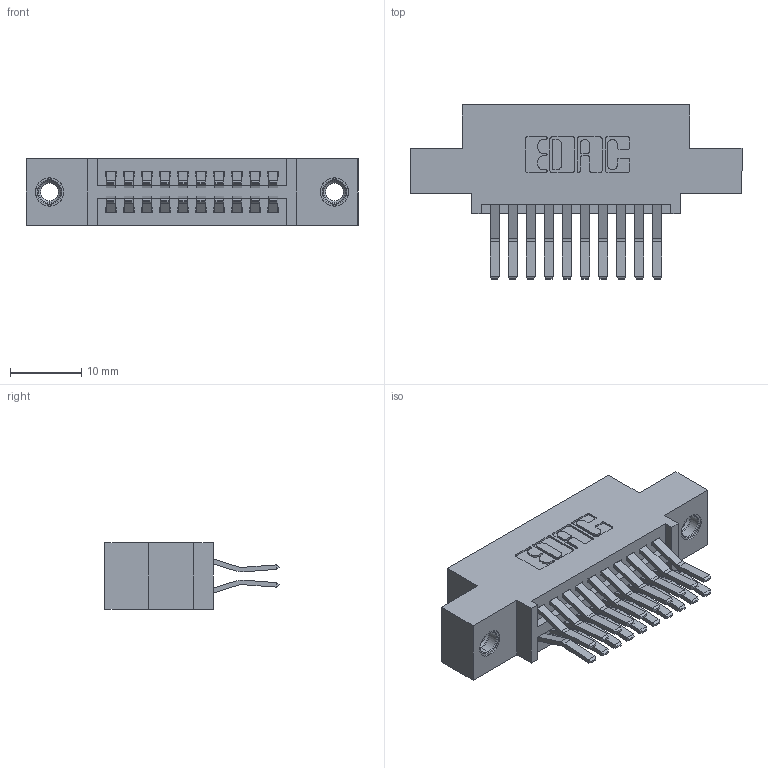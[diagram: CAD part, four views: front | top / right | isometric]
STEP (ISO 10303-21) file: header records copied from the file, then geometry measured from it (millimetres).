
FILE_DESCRIPTION (( 'STEP AP203' ), '1' );
FILE_NAME ('345-020-560-507.STEP', '2019-10-27T09:46:27', ( '' ), ( '' ), 'SwSTEP 2.0', 'SolidWorks 2016', '' );
FILE_SCHEMA (( 'CONFIG_CONTROL_DESIGN' ));
Length unit declared in the file: inch
Products named in the file (4): 345-292-001_560 Tail; 345-250-001_345-250-005-103; 345 Part_0.110 Offset - 0.156 Dia-TI; 345-020-560-507
Assembly tree (23 placements, depth 2):
  345-020-560-507
    345 Part_0.110 Offset - 0.156 Dia-TI
    345-292-001_560 Tail  x20
    345-250-001_345-250-005-103  x2
Bounding box: 46.61 x 24.45 x 9.4 mm (x, y, z)
Volume: 4274.8 mm3; surface area: 6157 mm2
Topology: 23 solids, 23 shells, 1230 faces, 3589 edges, 2358 vertices
Faces by surface type: plane 776, cylinder 438, cone 12, torus 4
Entity records: 13560 total; most frequent: CARTESIAN_POINT 2287, ORIENTED_EDGE 2214, DIRECTION 2085, EDGE_CURVE 1107, LINE 911, VECTOR 911, VERTEX_POINT 732, AXIS2_PLACEMENT_3D 587
